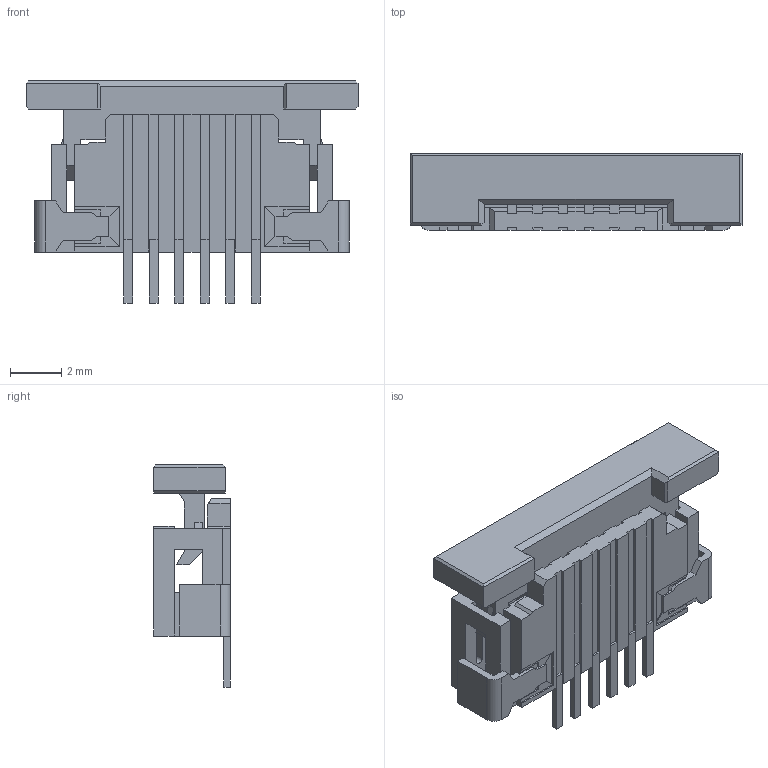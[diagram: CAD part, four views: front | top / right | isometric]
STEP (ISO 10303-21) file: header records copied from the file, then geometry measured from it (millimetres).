
FILE_DESCRIPTION((''),'2;1');
FILE_NAME('522710679','2014-05-29T',('me'),(''),'PRO/ENGINEER BY PARAMETRIC TECHNOLOGY CORPORATION, 2011490','PRO/ENGINEER BY PARAMETRIC TECHNOLOGY CORPORATION, 2011490','');
FILE_SCHEMA(('CONFIG_CONTROL_DESIGN'));
Length unit declared in the file: millimetre
Products named in the file (1): 522710679
Bounding box: 13 x 3 x 8.7 mm (x, y, z)
Volume: 140.6 mm3; surface area: 538.9 mm2
Topology: 1 solids, 1 shells, 327 faces, 1068 edges, 710 vertices
Faces by surface type: plane 319, cylinder 8
Entity records: 11525 total; most frequent: CARTESIAN_POINT 2074, ORIENTED_EDGE 2072, DIRECTION 1740, VECTOR 1052, LINE 1052, EDGE_CURVE 1036, VERTEX_POINT 678, AXIS2_PLACEMENT_3D 344
